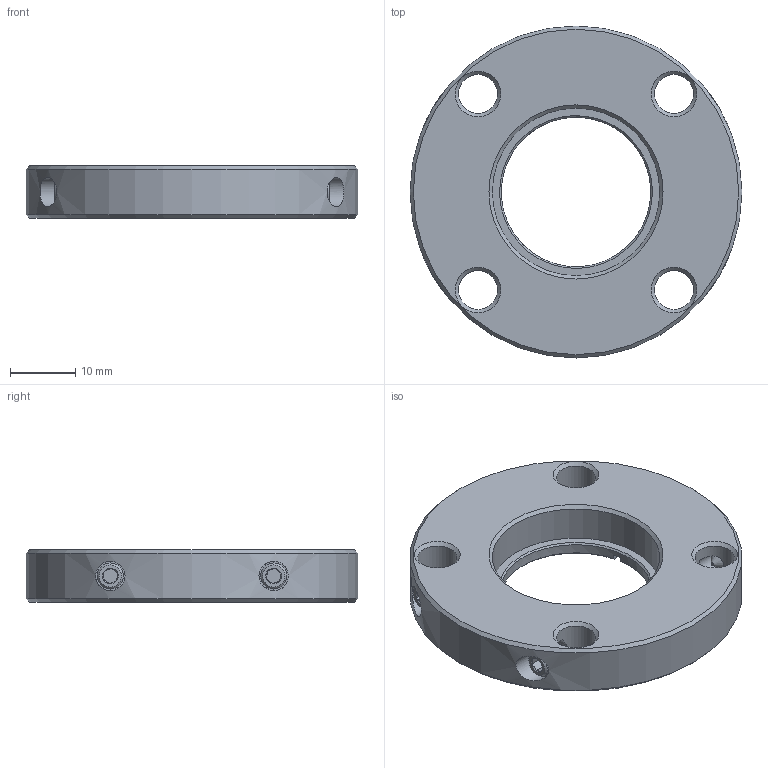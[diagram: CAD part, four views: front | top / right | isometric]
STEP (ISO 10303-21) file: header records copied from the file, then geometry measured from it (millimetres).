
FILE_DESCRIPTION (( 'STEP AP203' ), '1' );
FILE_NAME ('530141.STEP', '2025-05-07T03:46:52', ( 'Windows User' ), ( 'P R C' ), 'SwSTEP 2.0', 'SolidWorks 2020', '' );
FILE_SCHEMA (( 'CONFIG_CONTROL_DESIGN' ));
Length unit declared in the file: millimetre
Products named in the file (1): 530141
Bounding box: 50.8 x 50.8 x 8 mm (x, y, z)
Volume: 11211.4 mm3; surface area: 6123.6 mm2
Topology: 6 solids, 6 shells, 125 faces, 261 edges, 155 vertices
Faces by surface type: cone 54, plane 51, cylinder 20
Full cylindrical faces by diameter (mm): 3.3 x4, 4 x4, 4.5 x4, 6 x4, 22.9 x1, 25.654 x1, 26.289 x1, 50.8 x1
Entity records: 3569 total; most frequent: CARTESIAN_POINT 1122, DIRECTION 500, ORIENTED_EDGE 400, AXIS2_PLACEMENT_3D 218, EDGE_CURVE 200, EDGE_LOOP 194, FACE_OUTER_BOUND 145, VERTEX_POINT 136
